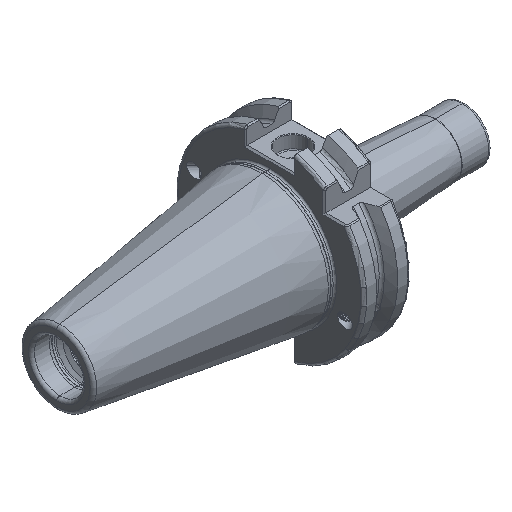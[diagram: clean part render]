
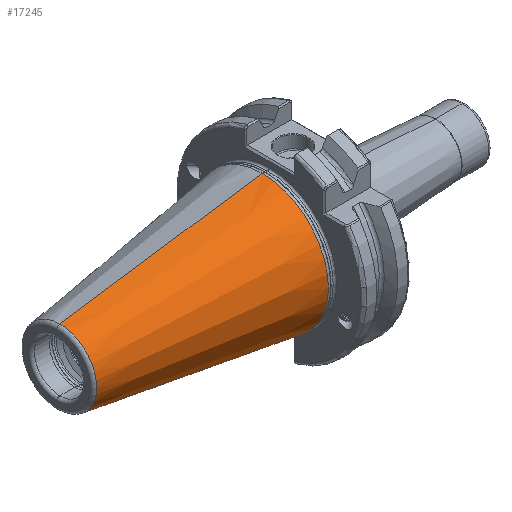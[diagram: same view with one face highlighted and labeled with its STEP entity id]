
A CAD part, isometric view. The second image highlights one B-rep face of the part: STEP entity #17245.
In plain terms, the highlighted conical face has half-angle 8.297 degrees and reference radius 22.692 mm.
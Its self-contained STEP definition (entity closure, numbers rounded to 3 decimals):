
#210 = CARTESIAN_POINT ( 'NONE',  ( -70.573, 0., 12.4 ) ) ;
#211 = CARTESIAN_POINT ( 'NONE',  ( -70.573, 0., -12.4 ) ) ;
#220 = CARTESIAN_POINT ( 'NONE',  ( -2.5, 0., 22.327 ) ) ;
#221 = CARTESIAN_POINT ( 'NONE',  ( -2.5, 0., -22.327 ) ) ;
#669 = CIRCLE ( 'NONE', #7448, 12.4 ) ;
#670 = CIRCLE ( 'NONE', #7453, 22.327 ) ;
#776 = CONICAL_SURFACE ( 'NONE', #10600, 22.692, 0.145 ) ;
#2084 = EDGE_LOOP ( 'NONE', ( #3410, #3411, #3409, #3413 ) ) ;
#3333 = VERTEX_POINT ( 'NONE', #210 ) ;
#3334 = VERTEX_POINT ( 'NONE', #211 ) ;
#3343 = VERTEX_POINT ( 'NONE', #220 ) ;
#3344 = VERTEX_POINT ( 'NONE', #221 ) ;
#3409 = ORIENTED_EDGE ( 'NONE', *, *, #16171, .T. ) ;
#3410 = ORIENTED_EDGE ( 'NONE', *, *, #16169, .F. ) ;
#3411 = ORIENTED_EDGE ( 'NONE', *, *, #8061, .T. ) ;
#3413 = ORIENTED_EDGE ( 'NONE', *, *, #8062, .F. ) ;
#6145 = CARTESIAN_POINT ( 'NONE',  ( 0., 0., 0. ) ) ;
#6146 = DIRECTION ( 'NONE',  ( 1., 0., 0. ) ) ;
#6147 = DIRECTION ( 'NONE',  ( 0., 0., -1. ) ) ;
#7448 = AXIS2_PLACEMENT_3D ( 'NONE', #9201, #9202, #9203 ) ;
#7453 = AXIS2_PLACEMENT_3D ( 'NONE', #9204, #9205, #9206 ) ;
#8061 = EDGE_CURVE ( 'NONE', #3333, #3334, #669, .T. ) ;
#8062 = EDGE_CURVE ( 'NONE', #3343, #3344, #670, .T. ) ;
#8157 = VECTOR ( 'NONE', #8668, 1000. ) ;
#8664 = LINE ( 'NONE', #8666, #8157 ) ;
#8666 = CARTESIAN_POINT ( 'NONE',  ( 0., 0., 22.692 ) ) ;
#8668 = DIRECTION ( 'NONE',  ( 0.99, 0., 0.144 ) ) ;
#8676 = LINE ( 'NONE', #8678, #9373 ) ;
#8678 = CARTESIAN_POINT ( 'NONE',  ( 0., 0., -22.692 ) ) ;
#8680 = DIRECTION ( 'NONE',  ( 0.99, 0., -0.144 ) ) ;
#9201 = CARTESIAN_POINT ( 'NONE',  ( -70.573, 0., 0. ) ) ;
#9202 = DIRECTION ( 'NONE',  ( 1., 0., 0. ) ) ;
#9203 = DIRECTION ( 'NONE',  ( 0., 0., 1. ) ) ;
#9204 = CARTESIAN_POINT ( 'NONE',  ( -2.5, 0., 0. ) ) ;
#9205 = DIRECTION ( 'NONE',  ( 1., 0., 0. ) ) ;
#9206 = DIRECTION ( 'NONE',  ( 0., 0., -1. ) ) ;
#9373 = VECTOR ( 'NONE', #8680, 1000. ) ;
#10596 = FACE_OUTER_BOUND ( 'NONE', #2084, .T. ) ;
#10600 = AXIS2_PLACEMENT_3D ( 'NONE', #6145, #6146, #6147 ) ;
#16169 = EDGE_CURVE ( 'NONE', #3333, #3343, #8664, .T. ) ;
#16171 = EDGE_CURVE ( 'NONE', #3334, #3344, #8676, .T. ) ;
#17245 = ADVANCED_FACE ( 'NONE', ( #10596 ), #776, .T. ) ;
